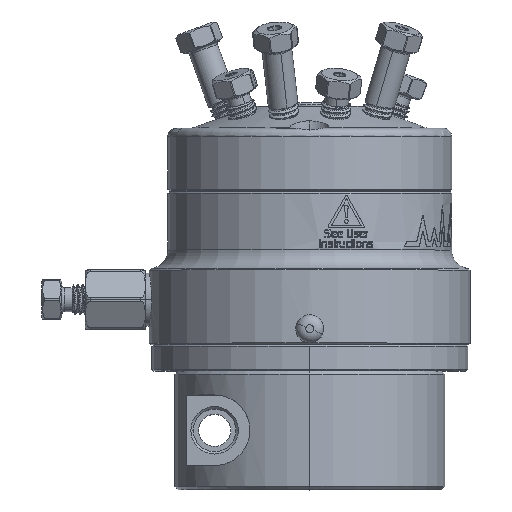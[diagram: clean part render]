
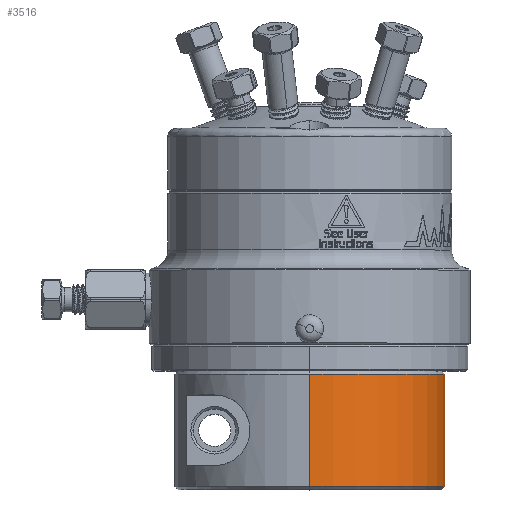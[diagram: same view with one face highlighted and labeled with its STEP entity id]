
A CAD part, top view. The second image highlights one B-rep face of the part: STEP entity #3516.
In plain terms, the highlighted cylindrical face has radius 21.399 mm (diameter 42.799 mm), a partial arc.
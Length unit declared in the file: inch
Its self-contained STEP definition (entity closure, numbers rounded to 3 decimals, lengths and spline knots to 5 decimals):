
#627 = CARTESIAN_POINT ( 'NONE',  ( 0., -1.143, 0.8425 ) ) ;
#1157 = DIRECTION ( 'NONE',  ( 0., -1., 0. ) ) ;
#1481 = ORIENTED_EDGE ( 'NONE', *, *, #5414, .F. ) ;
#1742 = DIRECTION ( 'NONE',  ( 0., 0., 1. ) ) ;
#3516 = ADVANCED_FACE ( 'NONE', ( #24402 ), #55678, .T. ) ;
#4350 = LINE ( 'NONE', #40423, #34811 ) ;
#5414 = EDGE_CURVE ( 'NONE', #23550, #13559, #4350, .T. ) ;
#10713 = CIRCLE ( 'NONE', #55000, 0.8425 ) ;
#10853 = ORIENTED_EDGE ( 'NONE', *, *, #45550, .T. ) ;
#13559 = VERTEX_POINT ( 'NONE', #34803 ) ;
#17564 = ORIENTED_EDGE ( 'NONE', *, *, #21855, .T. ) ;
#20187 = CIRCLE ( 'NONE', #75902, 0.8425 ) ;
#21838 = DIRECTION ( 'NONE',  ( 0., -1., 0. ) ) ;
#21855 = EDGE_CURVE ( 'NONE', #44712, #69282, #75759, .T. ) ;
#21970 = AXIS2_PLACEMENT_3D ( 'NONE', #49731, #31100, #1742 ) ;
#23550 = VERTEX_POINT ( 'NONE', #73409 ) ;
#24402 = FACE_OUTER_BOUND ( 'NONE', #40905, .T. ) ;
#31100 = DIRECTION ( 'NONE',  ( 0., -1., 0. ) ) ;
#34803 = CARTESIAN_POINT ( 'NONE',  ( 0., -1.843, -0.8425 ) ) ;
#34811 = VECTOR ( 'NONE', #51513, 39.37008 ) ;
#37718 = CARTESIAN_POINT ( 'NONE',  ( 0., -1.843, 0.8425 ) ) ;
#40423 = CARTESIAN_POINT ( 'NONE',  ( 0., -1.123, -0.8425 ) ) ;
#40905 = EDGE_LOOP ( 'NONE', ( #1481, #68041, #17564, #10853 ) ) ;
#42317 = CARTESIAN_POINT ( 'NONE',  ( 0., -1.843, 0. ) ) ;
#44712 = VERTEX_POINT ( 'NONE', #627 ) ;
#45550 = EDGE_CURVE ( 'NONE', #69282, #13559, #10713, .T. ) ;
#47485 = DIRECTION ( 'NONE',  ( 0., 1., 0. ) ) ;
#49731 = CARTESIAN_POINT ( 'NONE',  ( 0., -1.123, 0. ) ) ;
#51513 = DIRECTION ( 'NONE',  ( 0., -1., 0. ) ) ;
#54725 = DIRECTION ( 'NONE',  ( 0., 0., -1. ) ) ;
#55000 = AXIS2_PLACEMENT_3D ( 'NONE', #42317, #47485, #66103 ) ;
#55282 = VECTOR ( 'NONE', #21838, 39.37008 ) ;
#55492 = CARTESIAN_POINT ( 'NONE',  ( 0., -1.143, 0. ) ) ;
#55678 = CYLINDRICAL_SURFACE ( 'NONE', #21970, 0.8425 ) ;
#57124 = CARTESIAN_POINT ( 'NONE',  ( 0., -1.123, 0.8425 ) ) ;
#64235 = EDGE_CURVE ( 'NONE', #23550, #44712, #20187, .T. ) ;
#66103 = DIRECTION ( 'NONE',  ( 0., 0., -1. ) ) ;
#68041 = ORIENTED_EDGE ( 'NONE', *, *, #64235, .T. ) ;
#69282 = VERTEX_POINT ( 'NONE', #37718 ) ;
#73409 = CARTESIAN_POINT ( 'NONE',  ( 0., -1.143, -0.8425 ) ) ;
#75759 = LINE ( 'NONE', #57124, #55282 ) ;
#75902 = AXIS2_PLACEMENT_3D ( 'NONE', #55492, #1157, #54725 ) ;
